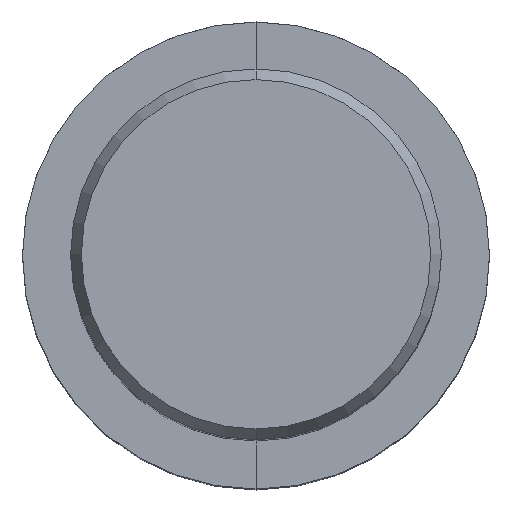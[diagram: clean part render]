
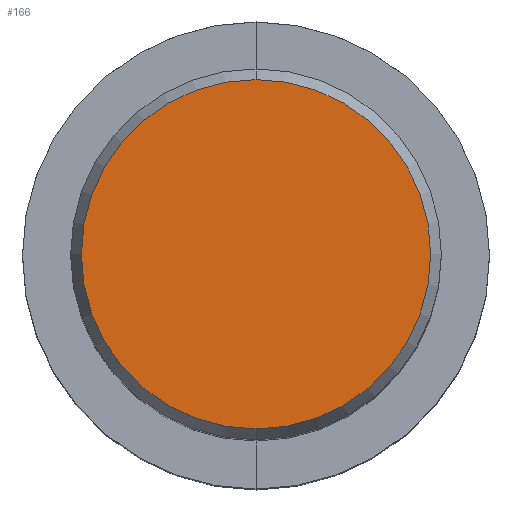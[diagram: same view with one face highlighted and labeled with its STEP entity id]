
A CAD part, top view. The second image highlights one B-rep face of the part: STEP entity #166.
In plain terms, the highlighted planar face has unit normal (0, 0, 1).
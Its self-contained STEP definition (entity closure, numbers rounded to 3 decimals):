
#126=VERTEX_POINT('',#288);
#140=EDGE_CURVE('',#126,#216,#303,.T.);
#166=ADVANCED_FACE('',(#332),#333,.T.);
#188=EDGE_CURVE('',#216,#126,#359,.T.);
#216=VERTEX_POINT('',#388);
#288=CARTESIAN_POINT('',(0.,-14.958,0.01));
#303=CIRCLE('',#483,14.958);
#332=FACE_OUTER_BOUND('',#517,.T.);
#333=PLANE('',#518);
#359=CIRCLE('',#551,14.958);
#388=CARTESIAN_POINT('',(0.0,14.958,0.01));
#483=AXIS2_PLACEMENT_3D('',#674,#675,#676);
#517=EDGE_LOOP('',(#711,#712));
#518=AXIS2_PLACEMENT_3D('',#713,#714,#715);
#551=AXIS2_PLACEMENT_3D('',#754,#755,#756);
#674=CARTESIAN_POINT('',(0.0,0.0,0.01));
#675=DIRECTION('',(0.0,0.0,-1.0));
#676=DIRECTION('',(0.0,1.0,0.0));
#711=ORIENTED_EDGE('',*,*,#188,.F.);
#712=ORIENTED_EDGE('',*,*,#140,.F.);
#713=CARTESIAN_POINT('',(0.0,7.479,0.01));
#714=DIRECTION('',(-0.0,0.0,1.0));
#715=DIRECTION('',(0.0,-1.0,0.0));
#754=CARTESIAN_POINT('',(0.0,0.0,0.01));
#755=DIRECTION('',(0.0,0.0,-1.0));
#756=DIRECTION('',(0.0,1.0,0.0));
